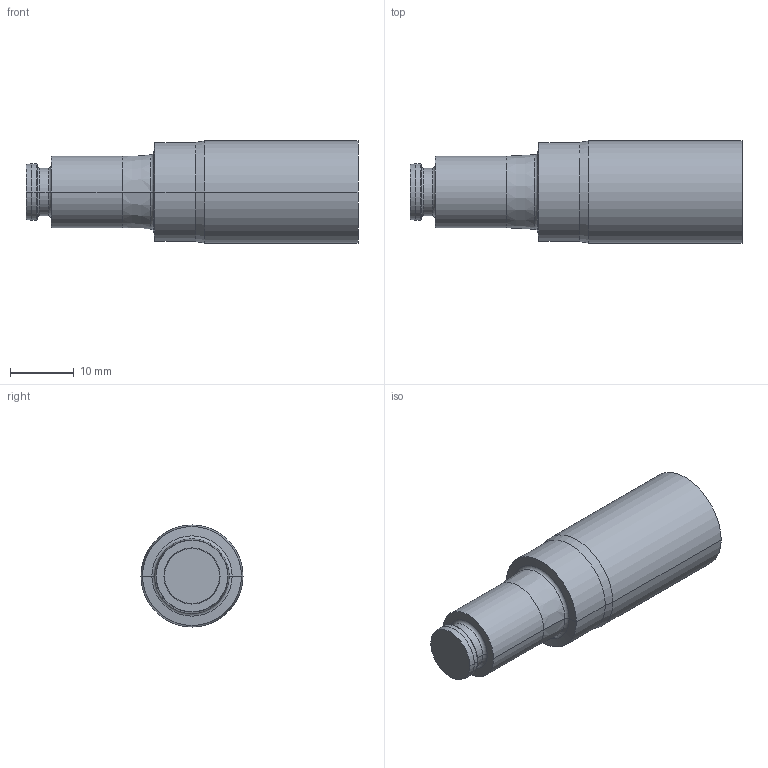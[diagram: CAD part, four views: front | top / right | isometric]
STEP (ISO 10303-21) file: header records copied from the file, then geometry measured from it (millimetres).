
FILE_DESCRIPTION((''),'2;1');
FILE_NAME('KONTUR-DL16-MN','2017-07-14T',('wom'),(''),'CREO PARAMETRIC BY PTC INC, 2016260','CREO PARAMETRIC BY PTC INC, 2016260','');
FILE_SCHEMA(('CONFIG_CONTROL_DESIGN'));
Length unit declared in the file: millimetre
Products named in the file (1): KONTUR-DL16-MN
Bounding box: 52 x 16 x 16 mm (x, y, z)
Volume: 8142 mm3; surface area: 2655.9 mm2
Topology: 1 solids, 1 shells, 31 faces, 60 edges, 32 vertices
Faces by surface type: cone 10, cylinder 10, torus 8, plane 3
Entity records: 820 total; most frequent: DIRECTION 162, CARTESIAN_POINT 123, ORIENTED_EDGE 120, AXIS2_PLACEMENT_3D 71, EDGE_CURVE 60, CIRCLE 40, VERTEX_POINT 32, EDGE_LOOP 32
